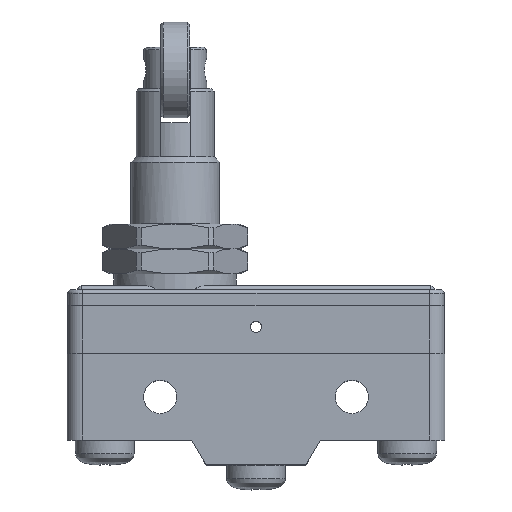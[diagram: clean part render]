
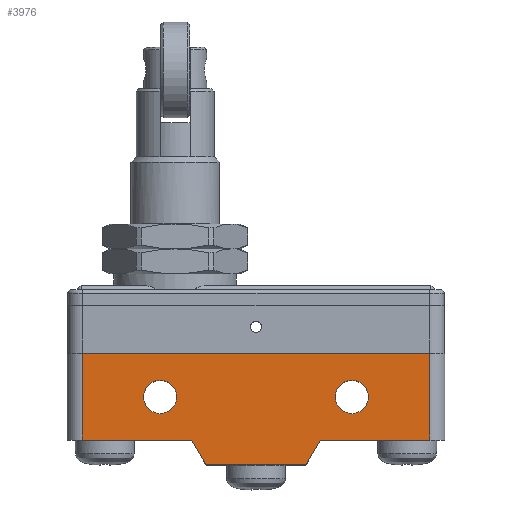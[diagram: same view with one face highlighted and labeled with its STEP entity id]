
A CAD part, top view. The second image highlights one B-rep face of the part: STEP entity #3976.
In plain terms, the highlighted planar face has unit normal (0, 0, 1).
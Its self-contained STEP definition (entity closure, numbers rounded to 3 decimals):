
#6=DIRECTION('',(1.,0.,0.));
#7=VECTOR('',#6,13.2);
#8=CARTESIAN_POINT('',(-6.6,0.,9.));
#9=LINE('',#8,#7);
#76=CARTESIAN_POINT('',(12.7,9.,9.));
#77=DIRECTION('',(0.,0.,1.));
#78=DIRECTION('',(1.,0.,0.));
#79=AXIS2_PLACEMENT_3D('',#76,#77,#78);
#81=CARTESIAN_POINT('',(12.7,9.,9.));
#82=DIRECTION('',(0.,0.,1.));
#83=DIRECTION('',(-1.,0.,0.));
#84=AXIS2_PLACEMENT_3D('',#81,#82,#83);
#86=CARTESIAN_POINT('',(-12.7,9.,9.));
#87=DIRECTION('',(0.,0.,1.));
#88=DIRECTION('',(1.,0.,0.));
#89=AXIS2_PLACEMENT_3D('',#86,#87,#88);
#91=CARTESIAN_POINT('',(-12.7,9.,9.));
#92=DIRECTION('',(0.,0.,1.));
#93=DIRECTION('',(-1.,0.,0.));
#94=AXIS2_PLACEMENT_3D('',#91,#92,#93);
#96=DIRECTION('',(0.,-1.,0.));
#97=VECTOR('',#96,11.5);
#98=CARTESIAN_POINT('',(23.,14.8,9.));
#99=LINE('',#98,#97);
#100=DIRECTION('',(-1.,0.,0.));
#101=VECTOR('',#100,14.5);
#102=CARTESIAN_POINT('',(23.,3.3,9.));
#103=LINE('',#102,#101);
#104=DIRECTION('',(-0.499,-0.867,0.));
#105=VECTOR('',#104,3.808);
#106=CARTESIAN_POINT('',(8.5,3.3,9.));
#107=LINE('',#106,#105);
#108=DIRECTION('',(-0.499,0.867,0.));
#109=VECTOR('',#108,3.808);
#110=CARTESIAN_POINT('',(-6.6,0.,9.));
#111=LINE('',#110,#109);
#112=DIRECTION('',(1.,0.,0.));
#113=VECTOR('',#112,14.5);
#114=CARTESIAN_POINT('',(-23.,3.3,9.));
#115=LINE('',#114,#113);
#116=DIRECTION('',(0.,-1.,0.));
#117=VECTOR('',#116,11.5);
#118=CARTESIAN_POINT('',(-23.,14.8,9.));
#119=LINE('',#118,#117);
#137=DIRECTION('',(1.,0.,0.));
#138=VECTOR('',#137,46.);
#139=CARTESIAN_POINT('',(-23.,14.8,9.));
#140=LINE('',#139,#138);
#3162=CARTESIAN_POINT('',(-6.6,0.,9.));
#3164=VERTEX_POINT('',#3162);
#3166=CARTESIAN_POINT('',(6.6,0.,9.));
#3168=VERTEX_POINT('',#3166);
#3170=CARTESIAN_POINT('',(-8.5,3.3,9.));
#3171=VERTEX_POINT('',#3170);
#3172=CARTESIAN_POINT('',(8.5,3.3,9.));
#3173=VERTEX_POINT('',#3172);
#3178=CARTESIAN_POINT('',(14.9,9.,9.));
#3179=CARTESIAN_POINT('',(10.5,9.,9.));
#3180=VERTEX_POINT('',#3178);
#3181=VERTEX_POINT('',#3179);
#3182=CARTESIAN_POINT('',(-10.5,9.,9.));
#3183=CARTESIAN_POINT('',(-14.9,9.,9.));
#3184=VERTEX_POINT('',#3182);
#3185=VERTEX_POINT('',#3183);
#3214=CARTESIAN_POINT('',(23.,3.3,9.));
#3215=VERTEX_POINT('',#3214);
#3216=CARTESIAN_POINT('',(23.,14.8,9.));
#3217=VERTEX_POINT('',#3216);
#3242=CARTESIAN_POINT('',(-23.,14.8,9.));
#3243=CARTESIAN_POINT('',(-23.,3.3,9.));
#3244=VERTEX_POINT('',#3242);
#3245=VERTEX_POINT('',#3243);
#3944=CARTESIAN_POINT('',(-25.,0.,9.));
#3945=DIRECTION('',(0.,0.,1.));
#3946=DIRECTION('',(1.,0.,0.));
#3947=AXIS2_PLACEMENT_3D('',#3944,#3945,#3946);
#3948=PLANE('',#3947);
#3950=ORIENTED_EDGE('',*,*,#3949,.T.);
#3952=ORIENTED_EDGE('',*,*,#3951,.T.);
#3954=ORIENTED_EDGE('',*,*,#3953,.T.);
#3955=ORIENTED_EDGE('',*,*,#3865,.F.);
#3956=ORIENTED_EDGE('',*,*,#3890,.T.);
#3958=ORIENTED_EDGE('',*,*,#3957,.F.);
#3960=ORIENTED_EDGE('',*,*,#3959,.F.);
#3962=ORIENTED_EDGE('',*,*,#3961,.T.);
#3963=EDGE_LOOP('',(#3950,#3952,#3954,#3955,#3956,#3958,#3960,#3962));
#3964=FACE_OUTER_BOUND('',#3963,.F.);
#3966=ORIENTED_EDGE('',*,*,#3965,.T.);
#3968=ORIENTED_EDGE('',*,*,#3967,.T.);
#3969=EDGE_LOOP('',(#3966,#3968));
#3970=FACE_BOUND('',#3969,.F.);
#3971=ORIENTED_EDGE('',*,*,#3934,.T.);
#3973=ORIENTED_EDGE('',*,*,#3972,.T.);
#3974=EDGE_LOOP('',(#3971,#3973));
#3975=FACE_BOUND('',#3974,.F.);
#80=CIRCLE('',#79,2.2);
#85=CIRCLE('',#84,2.2);
#90=CIRCLE('',#89,2.2);
#95=CIRCLE('',#94,2.2);
#3865=EDGE_CURVE('',#3164,#3168,#9,.T.);
#3890=EDGE_CURVE('',#3164,#3171,#111,.T.);
#3934=EDGE_CURVE('',#3180,#3181,#80,.T.);
#3949=EDGE_CURVE('',#3217,#3215,#99,.T.);
#3951=EDGE_CURVE('',#3215,#3173,#103,.T.);
#3953=EDGE_CURVE('',#3173,#3168,#107,.T.);
#3957=EDGE_CURVE('',#3245,#3171,#115,.T.);
#3959=EDGE_CURVE('',#3244,#3245,#119,.T.);
#3961=EDGE_CURVE('',#3244,#3217,#140,.T.);
#3965=EDGE_CURVE('',#3184,#3185,#90,.T.);
#3967=EDGE_CURVE('',#3185,#3184,#95,.T.);
#3972=EDGE_CURVE('',#3181,#3180,#85,.T.);
#3976=ADVANCED_FACE('',(#3964,#3970,#3975),#3948,.T.);
